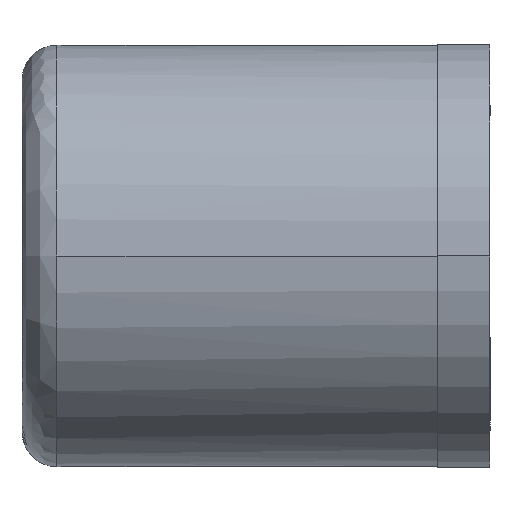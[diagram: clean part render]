
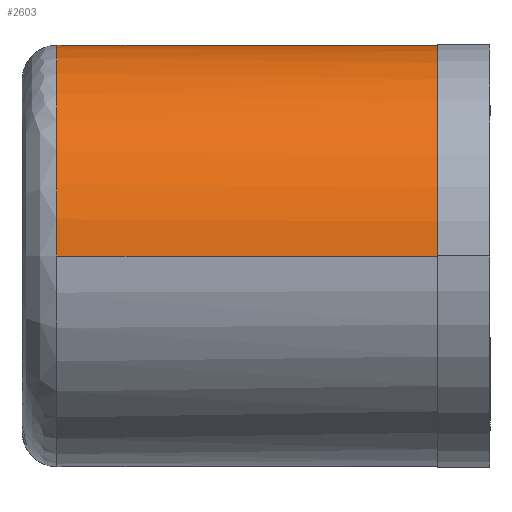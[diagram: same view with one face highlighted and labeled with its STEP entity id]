
A CAD part, front view. The second image highlights one B-rep face of the part: STEP entity #2603.
In plain terms, the highlighted cylindrical face has radius 18.15 mm (diameter 36.3 mm), a partial arc.
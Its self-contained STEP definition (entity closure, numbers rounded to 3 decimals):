
#11 = EDGE_LOOP ( 'NONE', ( #3261, #1961, #101, #5176, #1205, #2169, #4600, #2776 ) ) ;
#55 = AXIS2_PLACEMENT_3D ( 'NONE', #2942, #182, #1790 ) ;
#71 = CIRCLE ( 'NONE', #1024, 18.15 ) ;
#101 = ORIENTED_EDGE ( 'NONE', *, *, #782, .T. ) ;
#172 = VERTEX_POINT ( 'NONE', #2590 ) ;
#182 = DIRECTION ( 'NONE',  ( -1., 0., 0. ) ) ;
#224 = DIRECTION ( 'NONE',  ( -1., 0., 0. ) ) ;
#304 = DIRECTION ( 'NONE',  ( 1., 0., 0. ) ) ;
#329 = CARTESIAN_POINT ( 'NONE',  ( 14.411, 10.35, 14.91 ) ) ;
#359 = CARTESIAN_POINT ( 'NONE',  ( 6.18, 17.62, 4.369 ) ) ;
#447 = FACE_OUTER_BOUND ( 'NONE', #11, .T. ) ;
#569 = CARTESIAN_POINT ( 'NONE',  ( 35.8, 10.016, 15.136 ) ) ;
#660 = LINE ( 'NONE', #2291, #1587 ) ;
#707 = CARTESIAN_POINT ( 'NONE',  ( 3., 0., 18.15 ) ) ;
#730 = AXIS2_PLACEMENT_3D ( 'NONE', #3895, #1484, #4307 ) ;
#731 = CARTESIAN_POINT ( 'NONE',  ( 13.778, 10.623, 14.717 ) ) ;
#744 = CARTESIAN_POINT ( 'NONE',  ( 8.906, 14.899, 10.382 ) ) ;
#756 = CARTESIAN_POINT ( 'NONE',  ( 5.648, 18.15, 1.385 ) ) ;
#782 = EDGE_CURVE ( 'NONE', #2017, #1190, #3982, .T. ) ;
#789 = LINE ( 'NONE', #2927, #1855 ) ;
#1024 = AXIS2_PLACEMENT_3D ( 'NONE', #1942, #4747, #2354 ) ;
#1131 = CARTESIAN_POINT ( 'NONE',  ( 11.535, 12.273, 13.371 ) ) ;
#1134 = CARTESIAN_POINT ( 'NONE',  ( 12.81, 11.191, 14.293 ) ) ;
#1150 = CARTESIAN_POINT ( 'NONE',  ( 8.1, 15.704, 9.105 ) ) ;
#1190 = VERTEX_POINT ( 'NONE', #707 ) ;
#1205 = ORIENTED_EDGE ( 'NONE', *, *, #4005, .F. ) ;
#1217 = LINE ( 'NONE', #5010, #3218 ) ;
#1257 = CARTESIAN_POINT ( 'NONE',  ( 11.535, 12.273, 13.371 ) ) ;
#1431 = EDGE_CURVE ( 'NONE', #172, #2017, #1217, .T. ) ;
#1484 = DIRECTION ( 'NONE',  ( 1., 0., 0. ) ) ;
#1517 = VERTEX_POINT ( 'NONE', #1859 ) ;
#1524 = CARTESIAN_POINT ( 'NONE',  ( 10.718, 13.09, 12.622 ) ) ;
#1528 = CARTESIAN_POINT ( 'NONE',  ( 11.821, 11.988, 13.633 ) ) ;
#1541 = CARTESIAN_POINT ( 'NONE',  ( 7.652, 16.151, 8.287 ) ) ;
#1582 = CARTESIAN_POINT ( 'NONE',  ( 16.273, 10.016, 15.136 ) ) ;
#1587 = VECTOR ( 'NONE', #1878, 1000. ) ;
#1610 = EDGE_CURVE ( 'NONE', #1190, #3536, #3848, .T. ) ;
#1786 = EDGE_CURVE ( 'NONE', #3397, #2842, #2676, .T. ) ;
#1790 = DIRECTION ( 'NONE',  ( 0., -1., 0. ) ) ;
#1855 = VECTOR ( 'NONE', #2534, 1000. ) ;
#1859 = CARTESIAN_POINT ( 'NONE',  ( 35.8, -18.15, 0. ) ) ;
#1878 = DIRECTION ( 'NONE',  ( -1., 0., 0. ) ) ;
#1919 = CARTESIAN_POINT ( 'NONE',  ( 15.789, 10.016, 15.136 ) ) ;
#1942 = CARTESIAN_POINT ( 'NONE',  ( 35.8, 0., 0. ) ) ;
#1950 = CARTESIAN_POINT ( 'NONE',  ( 7.109, 16.693, 7.154 ) ) ;
#1961 = ORIENTED_EDGE ( 'NONE', *, *, #1431, .T. ) ;
#2017 = VERTEX_POINT ( 'NONE', #2093 ) ;
#2093 = CARTESIAN_POINT ( 'NONE',  ( 3., 18.15, 0. ) ) ;
#2169 = ORIENTED_EDGE ( 'NONE', *, *, #2175, .T. ) ;
#2175 = EDGE_CURVE ( 'NONE', #1517, #5068, #71, .T. ) ;
#2291 = CARTESIAN_POINT ( 'NONE',  ( -3., -18.15, 0. ) ) ;
#2330 = CARTESIAN_POINT ( 'NONE',  ( 16.273, 10.016, 15.136 ) ) ;
#2354 = DIRECTION ( 'NONE',  ( 0., -1., 0. ) ) ;
#2363 = CARTESIAN_POINT ( 'NONE',  ( 6.547, 17.253, 5.644 ) ) ;
#2496 = CARTESIAN_POINT ( 'NONE',  ( 3., -18.15, 0. ) ) ;
#2534 = DIRECTION ( 'NONE',  ( -1., 0., 0. ) ) ;
#2590 = CARTESIAN_POINT ( 'NONE',  ( 5.648, 18.15, 0. ) ) ;
#2603 = ADVANCED_FACE ( 'NONE', ( #447 ), #4217, .T. ) ;
#2676 = B_SPLINE_CURVE_WITH_KNOTS ( 'NONE', 3,
 ( #2330, #1919, #4337, #2726, #329, #3124, #731, #3535, #1134, #3940, #1528, #4350 ),
 .UNSPECIFIED., .F., .F.,
 ( 4, 2, 2, 2, 2, 4 ),
 ( 0., 0.001, 0.002, 0.003, 0.004, 0.006 ),
 .UNSPECIFIED. ) ;
#2697 = CARTESIAN_POINT ( 'NONE',  ( 3., 0., 0. ) ) ;
#2726 = CARTESIAN_POINT ( 'NONE',  ( 14.633, 10.273, 14.963 ) ) ;
#2756 = CARTESIAN_POINT ( 'NONE',  ( 6.264, 17.536, 4.694 ) ) ;
#2776 = ORIENTED_EDGE ( 'NONE', *, *, #1786, .T. ) ;
#2842 = VERTEX_POINT ( 'NONE', #1257 ) ;
#2927 = CARTESIAN_POINT ( 'NONE',  ( -3., 10.016, 15.136 ) ) ;
#2942 = CARTESIAN_POINT ( 'NONE',  ( -3., 0., 0. ) ) ;
#3098 = DIRECTION ( 'NONE',  ( 0., -1., 0. ) ) ;
#3124 = CARTESIAN_POINT ( 'NONE',  ( 13.984, 10.525, 14.787 ) ) ;
#3136 = CARTESIAN_POINT ( 'NONE',  ( 9.955, 13.852, 11.786 ) ) ;
#3155 = CARTESIAN_POINT ( 'NONE',  ( 5.805, 17.994, 2.731 ) ) ;
#3218 = VECTOR ( 'NONE', #224, 1000. ) ;
#3261 = ORIENTED_EDGE ( 'NONE', *, *, #4858, .T. ) ;
#3397 = VERTEX_POINT ( 'NONE', #1582 ) ;
#3535 = CARTESIAN_POINT ( 'NONE',  ( 13.182, 10.943, 14.482 ) ) ;
#3536 = VERTEX_POINT ( 'NONE', #2496 ) ;
#3550 = CARTESIAN_POINT ( 'NONE',  ( 8.573, 15.232, 9.889 ) ) ;
#3564 = CARTESIAN_POINT ( 'NONE',  ( 5.648, 18.15, 0. ) ) ;
#3571 = B_SPLINE_CURVE_WITH_KNOTS ( 'NONE', 3,
 ( #1131, #1524, #3136, #744, #3550, #1150, #3952, #1541, #4367, #1950, #4753, #2363, #5145, #2756, #359, #3155, #756, #3564 ),
 .UNSPECIFIED., .F., .F.,
 ( 4, 2, 2, 2, 2, 2, 2, 2, 4 ),
 ( -0.016, -0.012, -0.01, -0.009, -0.008, -0.006, -0.005, -0.004, 0. ),
 .UNSPECIFIED. ) ;
#3619 = EDGE_CURVE ( 'NONE', #5068, #3397, #789, .T. ) ;
#3848 = CIRCLE ( 'NONE', #4187, 18.15 ) ;
#3895 = CARTESIAN_POINT ( 'NONE',  ( 3., 0., 0. ) ) ;
#3940 = CARTESIAN_POINT ( 'NONE',  ( 12.131, 11.712, 13.869 ) ) ;
#3952 = CARTESIAN_POINT ( 'NONE',  ( 7.946, 15.857, 8.836 ) ) ;
#3982 = CIRCLE ( 'NONE', #730, 18.15 ) ;
#4005 = EDGE_CURVE ( 'NONE', #1517, #3536, #660, .T. ) ;
#4187 = AXIS2_PLACEMENT_3D ( 'NONE', #2697, #304, #3098 ) ;
#4217 = CYLINDRICAL_SURFACE ( 'NONE', #55, 18.15 ) ;
#4307 = DIRECTION ( 'NONE',  ( 0., -1., 0. ) ) ;
#4337 = CARTESIAN_POINT ( 'NONE',  ( 15.319, 10.083, 15.092 ) ) ;
#4350 = CARTESIAN_POINT ( 'NONE',  ( 11.535, 12.273, 13.371 ) ) ;
#4367 = CARTESIAN_POINT ( 'NONE',  ( 7.511, 16.291, 8.008 ) ) ;
#4600 = ORIENTED_EDGE ( 'NONE', *, *, #3619, .T. ) ;
#4747 = DIRECTION ( 'NONE',  ( -1., 0., 0. ) ) ;
#4753 = CARTESIAN_POINT ( 'NONE',  ( 6.867, 16.934, 6.563 ) ) ;
#4858 = EDGE_CURVE ( 'NONE', #2842, #172, #3571, .T. ) ;
#5010 = CARTESIAN_POINT ( 'NONE',  ( -3., 18.15, 0. ) ) ;
#5068 = VERTEX_POINT ( 'NONE', #569 ) ;
#5145 = CARTESIAN_POINT ( 'NONE',  ( 6.448, 17.352, 5.331 ) ) ;
#5176 = ORIENTED_EDGE ( 'NONE', *, *, #1610, .T. ) ;
